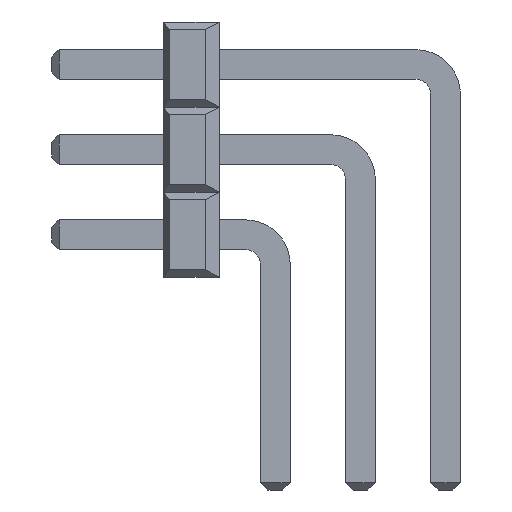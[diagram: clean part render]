
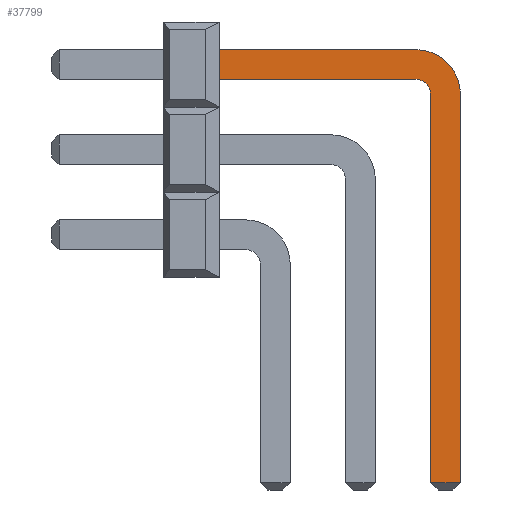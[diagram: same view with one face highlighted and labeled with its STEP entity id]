
A CAD part, left-side view. The second image highlights one B-rep face of the part: STEP entity #37799.
In plain terms, the highlighted planar face has unit normal (-1, 0, 0).
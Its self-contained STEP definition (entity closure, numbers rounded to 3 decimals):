
#37037=CARTESIAN_POINT('',(-0.444,6.75,5.906));
#37036=VERTEX_POINT('',#37037);
#37047=CARTESIAN_POINT('',(-0.444,6.75,6.794));
#37046=VERTEX_POINT('',#37047);
#37045=EDGE_CURVE('',#37046,#37036,#37050,.T.);
#37050=LINE('',#37047,#37052);
#37052=VECTOR('',#37053,0.889);
#37053=DIRECTION('',(0.0,0.0,-1.0));
#37076=CARTESIAN_POINT('',(-0.444,0.889,5.906));
#37075=VERTEX_POINT('',#37076);
#37084=EDGE_CURVE('',#37036,#37075,#37089,.T.);
#37089=LINE('',#37037,#37091);
#37091=VECTOR('',#37092,5.861);
#37092=DIRECTION('',(0.0,-1.0,0.0));
#37127=CARTESIAN_POINT('',(-0.444,0.889,6.794));
#37126=VERTEX_POINT('',#37127);
#37153=EDGE_CURVE('',#37126,#37046,#37158,.T.);
#37158=LINE('',#37127,#37160);
#37160=VECTOR('',#37161,5.861);
#37161=DIRECTION('',(0.0,1.0,0.0));
#37184=CARTESIAN_POINT('',(-0.444,0.445,-6.128));
#37183=VERTEX_POINT('',#37184);
#37194=CARTESIAN_POINT('',(-0.444,0.445,5.461));
#37193=VERTEX_POINT('',#37194);
#37192=EDGE_CURVE('',#37193,#37183,#37197,.T.);
#37197=LINE('',#37194,#37199);
#37199=VECTOR('',#37200,11.589);
#37200=DIRECTION('',(0.0,0.0,-1.0));
#37272=CARTESIAN_POINT('',(-0.444,-0.444,-6.128));
#37271=VERTEX_POINT('',#37272);
#37274=CARTESIAN_POINT('',(-0.444,-0.444,5.461));
#37273=VERTEX_POINT('',#37274);
#37270=EDGE_CURVE('',#37271,#37273,#37275,.T.);
#37275=LINE('',#37272,#37277);
#37277=VECTOR('',#37278,11.589);
#37278=DIRECTION('',(0.0,0.0,1.0));
#37525=EDGE_CURVE('',#37183,#37271,#37530,.T.);
#37530=LINE('',#37184,#37532);
#37532=VECTOR('',#37533,0.889);
#37533=DIRECTION('',(0.0,-1.0,0.0));
#37634=EDGE_CURVE($,#37075,#37193,#37639,.T.);
#37639=CIRCLE($,#37640,0.445);
#37641=CARTESIAN_POINT('',(-0.444,0.889,5.461));
#37640=AXIS2_PLACEMENT_3D($,#37641,#37642,#37643);
#37642=DIRECTION('',(1.0,0.0,0.0));
#37643=DIRECTION('',(0.0,-0.707,-0.707));
#37664=EDGE_CURVE($,#37273,#37126,#37669,.T.);
#37669=CIRCLE($,#37670,1.334);
#37670=AXIS2_PLACEMENT_3D($,#37641,#37672,#37673);
#37672=DIRECTION('',(-1.0,0.0,0.0));
#37673=DIRECTION('',(0.0,0.707,0.707));
#37799=ADVANCED_FACE($,(#37805),#37800,.T.);
#37800=PLANE($,#37801);
#37801=AXIS2_PLACEMENT_3D($,#37802,#37803,#37804);
#37802=CARTESIAN_POINT('',(-0.444,0.889,6.794));
#37803=DIRECTION('',(-1.0,0.0,0.0));
#37804=DIRECTION('',(-1.,0.,0.));
#37805=FACE_OUTER_BOUND($,#37806,.T.);
#37806=EDGE_LOOP($,(#37809, #37819, #37829, #37839, #37850, #37860, #37870, #37880));
#37809=ORIENTED_EDGE('',*,*,#37153,.T.);
#37819=ORIENTED_EDGE('',*,*,#37045,.T.);
#37829=ORIENTED_EDGE('',*,*,#37084,.T.);
#37839=ORIENTED_EDGE('',*,*,#37634,.T.);
#37850=ORIENTED_EDGE('',*,*,#37192,.T.);
#37860=ORIENTED_EDGE('',*,*,#37525,.T.);
#37870=ORIENTED_EDGE('',*,*,#37270,.T.);
#37880=ORIENTED_EDGE('',*,*,#37664,.T.);
